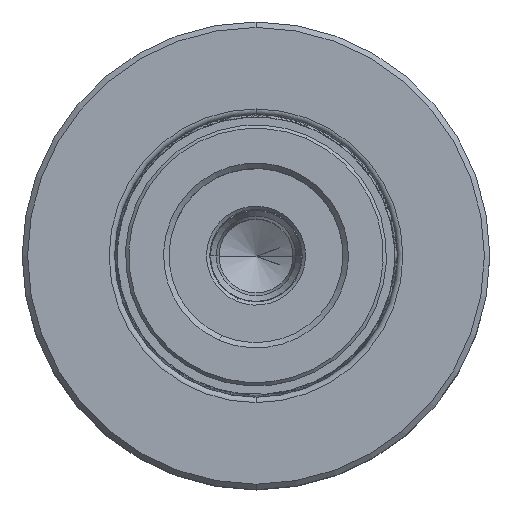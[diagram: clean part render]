
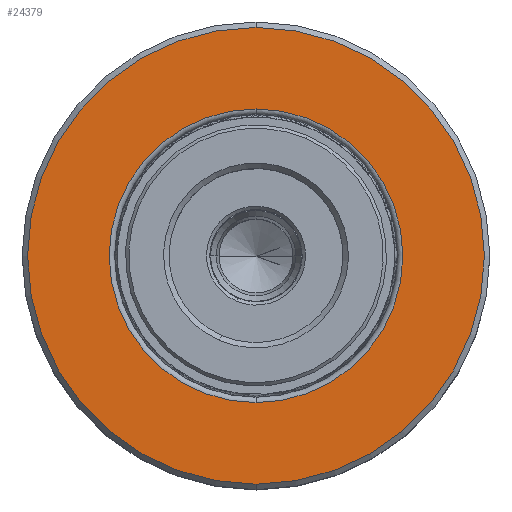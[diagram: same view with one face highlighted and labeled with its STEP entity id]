
A CAD part, top view. The second image highlights one B-rep face of the part: STEP entity #24379.
In plain terms, the highlighted face is planar.
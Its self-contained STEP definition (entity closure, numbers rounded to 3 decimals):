
#381 = EDGE_CURVE ( 'NONE', #6599, #27624, #24905, .T. ) ;
#1174 = DIRECTION ( 'NONE',  ( 0., 0., -1. ) ) ;
#1421 = AXIS2_PLACEMENT_3D ( 'NONE', #35605, #18828, #21711 ) ;
#1471 = DIRECTION ( 'NONE',  ( 0., 0., -1. ) ) ;
#2015 = ORIENTED_EDGE ( 'NONE', *, *, #13830, .T. ) ;
#2649 = CIRCLE ( 'NONE', #28342, 21. ) ;
#3152 = ORIENTED_EDGE ( 'NONE', *, *, #381, .F. ) ;
#3323 = CIRCLE ( 'NONE', #1421, 13.5 ) ;
#4641 = FACE_BOUND ( 'NONE', #20696, .T. ) ;
#6599 = VERTEX_POINT ( 'NONE', #11144 ) ;
#7548 = PLANE ( 'NONE',  #31216 ) ;
#7956 = CARTESIAN_POINT ( 'NONE',  ( 0., 10.687, -13.5 ) ) ;
#8145 = CARTESIAN_POINT ( 'NONE',  ( 0., 10.687, 13.5 ) ) ;
#10129 = DIRECTION ( 'NONE',  ( 0., 0., 1. ) ) ;
#11144 = CARTESIAN_POINT ( 'NONE',  ( 0., 10.687, -21. ) ) ;
#12527 = CARTESIAN_POINT ( 'NONE',  ( 0., 10.687, 0. ) ) ;
#12906 = DIRECTION ( 'NONE',  ( 0., 1., 0. ) ) ;
#13830 = EDGE_CURVE ( 'NONE', #26359, #35405, #3323, .T. ) ;
#14506 = AXIS2_PLACEMENT_3D ( 'NONE', #34848, #20710, #1174 ) ;
#14816 = EDGE_CURVE ( 'NONE', #35405, #26359, #23267, .T. ) ;
#16464 = CARTESIAN_POINT ( 'NONE',  ( 0., 10.687, 0. ) ) ;
#18101 = DIRECTION ( 'NONE',  ( 0., -1., 0. ) ) ;
#18828 = DIRECTION ( 'NONE',  ( 0., -1., 0. ) ) ;
#20696 = EDGE_LOOP ( 'NONE', ( #30878, #2015 ) ) ;
#20710 = DIRECTION ( 'NONE',  ( 0., -1., 0. ) ) ;
#21446 = CARTESIAN_POINT ( 'NONE',  ( 0., 10.687, 21. ) ) ;
#21711 = DIRECTION ( 'NONE',  ( 0., 0., -1. ) ) ;
#22337 = ORIENTED_EDGE ( 'NONE', *, *, #35367, .F. ) ;
#22946 = EDGE_LOOP ( 'NONE', ( #3152, #22337 ) ) ;
#23267 = CIRCLE ( 'NONE', #30683, 13.5 ) ;
#24379 = ADVANCED_FACE ( 'NONE', ( #4641, #28052 ), #7548, .T. ) ;
#24692 = DIRECTION ( 'NONE',  ( 0., -1., 0. ) ) ;
#24905 = CIRCLE ( 'NONE', #14506, 21. ) ;
#26359 = VERTEX_POINT ( 'NONE', #8145 ) ;
#27182 = CARTESIAN_POINT ( 'NONE',  ( 21., 10.687, 0. ) ) ;
#27624 = VERTEX_POINT ( 'NONE', #21446 ) ;
#28052 = FACE_OUTER_BOUND ( 'NONE', #22946, .T. ) ;
#28342 = AXIS2_PLACEMENT_3D ( 'NONE', #16464, #24692, #30133 ) ;
#30133 = DIRECTION ( 'NONE',  ( 0., 0., -1. ) ) ;
#30683 = AXIS2_PLACEMENT_3D ( 'NONE', #12527, #18101, #1471 ) ;
#30878 = ORIENTED_EDGE ( 'NONE', *, *, #14816, .T. ) ;
#31216 = AXIS2_PLACEMENT_3D ( 'NONE', #27182, #12906, #10129 ) ;
#34848 = CARTESIAN_POINT ( 'NONE',  ( 0., 10.687, 0. ) ) ;
#35367 = EDGE_CURVE ( 'NONE', #27624, #6599, #2649, .T. ) ;
#35405 = VERTEX_POINT ( 'NONE', #7956 ) ;
#35605 = CARTESIAN_POINT ( 'NONE',  ( 0., 10.687, 0. ) ) ;
